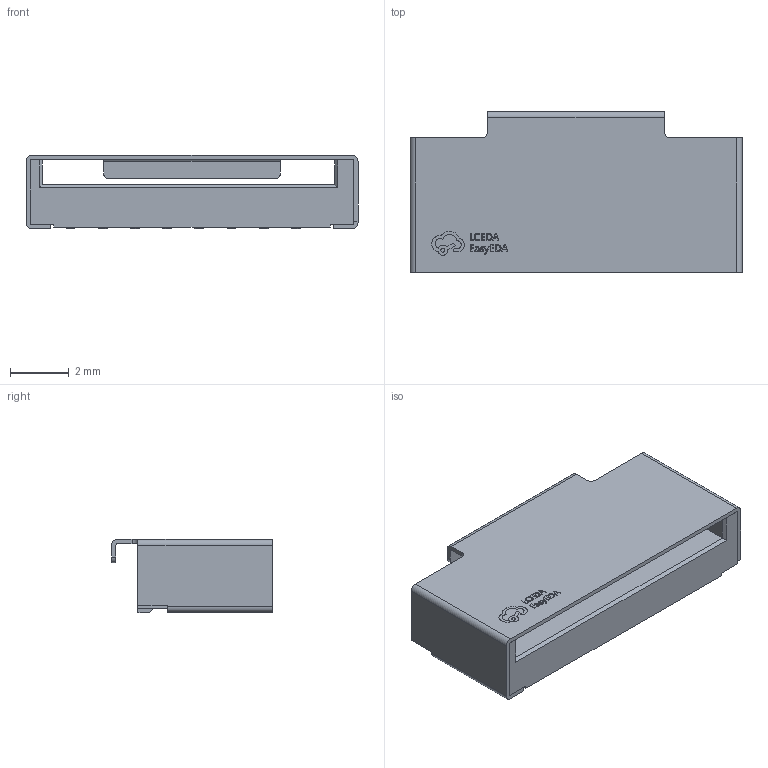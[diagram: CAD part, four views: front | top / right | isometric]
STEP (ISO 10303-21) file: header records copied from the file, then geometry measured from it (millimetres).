
FILE_DESCRIPTION(/* description */ (''),/* implementation_level */ '2;1');
FILE_NAME(/* name */ 'sd_card.step',/* time_stamp */ '2023-02-09T18:31:17+08:00',/* author */ (''),/* organization */ (''),/* preprocessor_version */ 'ST-DEVELOPER v19.2',/* originating_system */ 'Autodesk Translation Framework v11.17.0.187',/* authorisation */ '');
FILE_SCHEMA (('AUTOMOTIVE_DESIGN { 1 0 10303 214 3 1 1 }'));
Length unit declared in the file: millimetre
Products named in the file (3): CARD1; TF-SMD_TF-021B-H265; COMPOUND (1)
Assembly tree (2 placements, depth 3):
  CARD1
    TF-SMD_TF-021B-H265
      COMPOUND (1)
Bounding box: 11.35 x 5.5 x 2.5 mm (x, y, z)
Volume: 84.4 mm3; surface area: 348 mm2
Topology: 2 solids, 2 shells, 353 faces, 962 edges, 640 vertices
Faces by surface type: plane 245, bspline 98, cylinder 10
Entity records: 11992 total; most frequent: CARTESIAN_POINT 3002, ORIENTED_EDGE 1924, DIRECTION 1474, EDGE_CURVE 962, LINE 746, VECTOR 746, VERTEX_POINT 640, EDGE_LOOP 380
